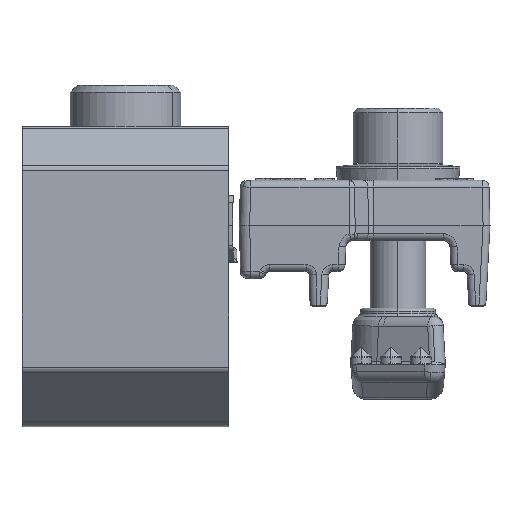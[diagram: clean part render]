
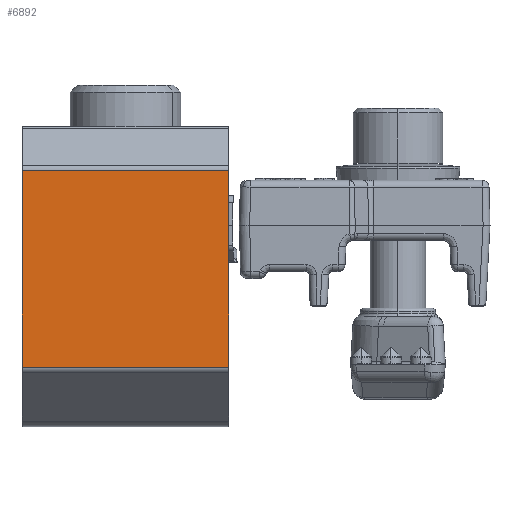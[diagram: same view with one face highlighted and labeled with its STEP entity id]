
A CAD part, top view. The second image highlights one B-rep face of the part: STEP entity #6892.
In plain terms, the highlighted planar face has unit normal (0, 0, 1).
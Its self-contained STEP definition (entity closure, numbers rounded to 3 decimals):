
#1985 = ORIENTED_EDGE ( 'NONE', *, *, #30183, .T. ) ;
#5813 = LINE ( 'NONE', #13260, #15078 ) ;
#6019 = VECTOR ( 'NONE', #30901, 1000. ) ;
#6892 = ADVANCED_FACE ( 'NONE', ( #46981 ), #45154, .F. ) ;
#9475 = VECTOR ( 'NONE', #49078, 1000. ) ;
#9623 = DIRECTION ( 'NONE',  ( 0., -1., 0. ) ) ;
#10691 = ORIENTED_EDGE ( 'NONE', *, *, #42527, .F. ) ;
#10696 = CARTESIAN_POINT ( 'NONE',  ( -24.5, 6.401, 15. ) ) ;
#10710 = EDGE_LOOP ( 'NONE', ( #23318, #10691, #21832, #1985 ) ) ;
#13260 = CARTESIAN_POINT ( 'NONE',  ( -54.5, -22.074, 15. ) ) ;
#13621 = CARTESIAN_POINT ( 'NONE',  ( -24.5, 6.401, 15. ) ) ;
#15078 = VECTOR ( 'NONE', #9623, 1000. ) ;
#17249 = CARTESIAN_POINT ( 'NONE',  ( -24.5, -22.074, 15. ) ) ;
#17634 = VERTEX_POINT ( 'NONE', #17249 ) ;
#18982 = CARTESIAN_POINT ( 'NONE',  ( -24.5, -22.074, 15. ) ) ;
#19991 = LINE ( 'NONE', #45114, #9475 ) ;
#20407 = EDGE_CURVE ( 'NONE', #20540, #43472, #5813, .T. ) ;
#20540 = VERTEX_POINT ( 'NONE', #27564 ) ;
#20914 = CARTESIAN_POINT ( 'NONE',  ( -54.5, -22.074, 15. ) ) ;
#21432 = CARTESIAN_POINT ( 'NONE',  ( -24.5, -22.074, 15. ) ) ;
#21597 = DIRECTION ( 'NONE',  ( -1., 0., 0. ) ) ;
#21832 = ORIENTED_EDGE ( 'NONE', *, *, #46990, .F. ) ;
#23318 = ORIENTED_EDGE ( 'NONE', *, *, #20407, .T. ) ;
#27564 = CARTESIAN_POINT ( 'NONE',  ( -54.5, 6.401, 15. ) ) ;
#29128 = AXIS2_PLACEMENT_3D ( 'NONE', #21432, #45319, #21597 ) ;
#29345 = VECTOR ( 'NONE', #34391, 1000. ) ;
#30183 = EDGE_CURVE ( 'NONE', #43559, #20540, #39839, .T. ) ;
#30901 = DIRECTION ( 'NONE',  ( -1., 0., 0. ) ) ;
#34391 = DIRECTION ( 'NONE',  ( -1., 0., 0. ) ) ;
#36360 = LINE ( 'NONE', #18982, #6019 ) ;
#39839 = LINE ( 'NONE', #10696, #29345 ) ;
#42527 = EDGE_CURVE ( 'NONE', #17634, #43472, #36360, .T. ) ;
#43472 = VERTEX_POINT ( 'NONE', #20914 ) ;
#43559 = VERTEX_POINT ( 'NONE', #13621 ) ;
#45114 = CARTESIAN_POINT ( 'NONE',  ( -24.5, -22.074, 15. ) ) ;
#45154 = PLANE ( 'NONE',  #29128 ) ;
#45319 = DIRECTION ( 'NONE',  ( 0., 0., -1. ) ) ;
#46981 = FACE_OUTER_BOUND ( 'NONE', #10710, .T. ) ;
#46990 = EDGE_CURVE ( 'NONE', #43559, #17634, #19991, .T. ) ;
#49078 = DIRECTION ( 'NONE',  ( 0., -1., 0. ) ) ;
